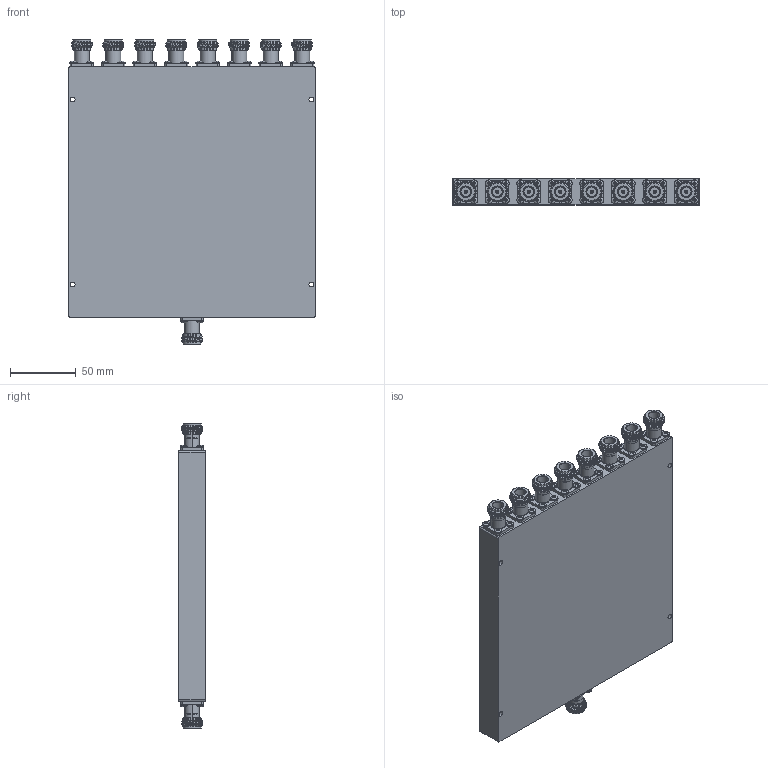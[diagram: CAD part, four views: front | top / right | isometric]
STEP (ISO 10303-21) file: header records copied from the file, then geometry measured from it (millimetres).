
FILE_DESCRIPTION (( 'STEP AP214' ), '1' );
FILE_NAME ('FMDV1283_3D.step', '2025-03-18T15:11:54', ( '' ), ( '' ), 'SwSTEP 2.0', 'SolidWorks 2022', '' );
FILE_SCHEMA (( 'AUTOMOTIVE_DESIGN' ));
Length unit declared in the file: inch
Products named in the file (3): FMDV1283_3D; N Female^FMDV1283; Body^FMDV1283
Assembly tree (10 placements, depth 2):
  FMDV1283_3D
    Body^FMDV1283
    N Female^FMDV1283  x9
Bounding box: 188 x 20.03 x 232.4 mm (x, y, z)
Volume: 741976.3 mm3; surface area: 113589.3 mm2
Topology: 46 solids, 55 shells, 5379 faces, 13239 edges, 8160 vertices
Faces by surface type: plane 1532, bspline 1414, cone 1278, cylinder 849, torus 234, sphere 72
Entity records: 67017 total; most frequent: CARTESIAN_POINT 35511, ORIENTED_EDGE 7374, DIRECTION 4709, EDGE_CURVE 3687, VERTEX_POINT 2384, VECTOR 2013, LINE 2013, EDGE_LOOP 1523
